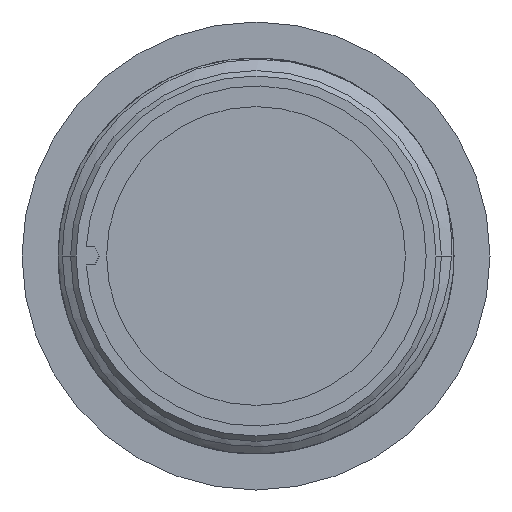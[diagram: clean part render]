
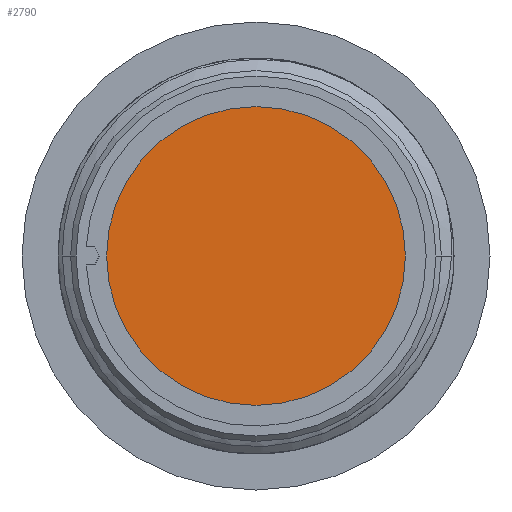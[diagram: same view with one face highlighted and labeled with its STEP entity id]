
A CAD part, left-side view. The second image highlights one B-rep face of the part: STEP entity #2790.
In plain terms, the highlighted planar face has unit normal (-1, 0, 0).
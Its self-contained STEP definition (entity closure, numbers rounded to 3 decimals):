
#984=CARTESIAN_POINT('',(0.,0.,0.));
#985=DIRECTION('',(1.,0.,0.));
#986=DIRECTION('',(0.,1.,0.));
#987=AXIS2_PLACEMENT_3D('',#984,#985,#986);
#994=CARTESIAN_POINT('',(0.,0.,0.));
#995=DIRECTION('',(1.,0.,0.));
#996=DIRECTION('',(0.,-1.,0.));
#997=AXIS2_PLACEMENT_3D('',#994,#995,#996);
#1291=CARTESIAN_POINT('',(0.,8.3,0.));
#1292=CARTESIAN_POINT('',(0.,-8.3,0.));
#1293=VERTEX_POINT('',#1291);
#1294=VERTEX_POINT('',#1292);
#2779=CARTESIAN_POINT('',(0.,0.,0.));
#2780=DIRECTION('',(1.,0.,0.));
#2781=DIRECTION('',(0.,-1.,0.));
#2782=AXIS2_PLACEMENT_3D('',#2779,#2780,#2781);
#2783=PLANE('252',#2782);
#2785=ORIENTED_EDGE('786',*,*,#2784,.T.);
#2787=ORIENTED_EDGE('788',*,*,#2786,.T.);
#2788=EDGE_LOOP('252',(#2785,#2787));
#2789=FACE_OUTER_BOUND('252',#2788,.F.);
#988=CIRCLE('786',#987,8.3);
#998=CIRCLE('788',#997,8.3);
#2784=EDGE_CURVE('786',#1293,#1294,#988,.T.);
#2786=EDGE_CURVE('788',#1294,#1293,#998,.T.);
#2790=ADVANCED_FACE('252',(#2789),#2783,.F.);
